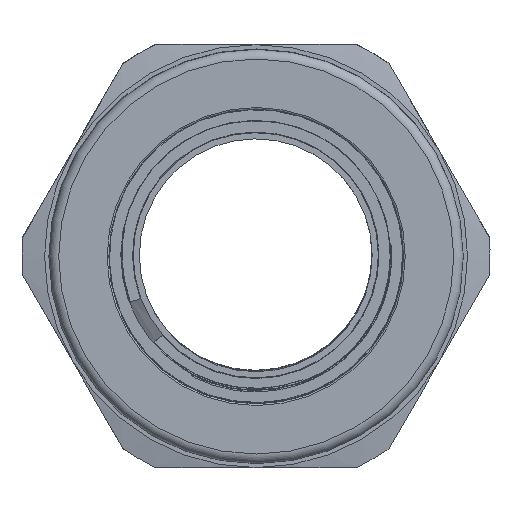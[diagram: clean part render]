
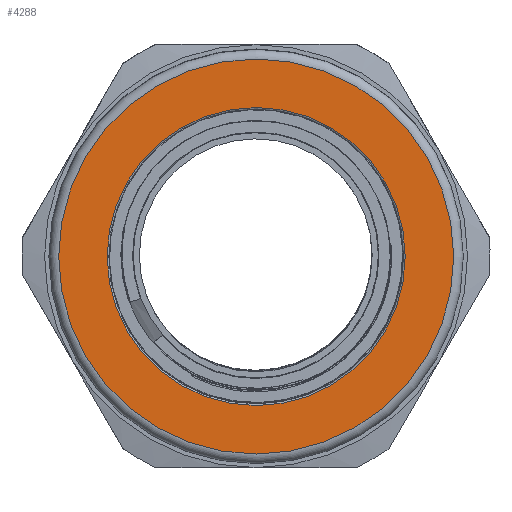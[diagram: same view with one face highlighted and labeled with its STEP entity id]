
A CAD part, left-side view. The second image highlights one B-rep face of the part: STEP entity #4288.
In plain terms, the highlighted face is planar.
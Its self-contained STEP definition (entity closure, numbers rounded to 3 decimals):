
#738=PLANE('',#4762);
#807=FACE_BOUND('',#1313,.T.);
#982=FACE_OUTER_BOUND('',#1312,.T.);
#1312=EDGE_LOOP('',(#3308));
#1313=EDGE_LOOP('',(#3309));
#1692=CIRCLE('',#4761,26.425);
#1693=CIRCLE('',#4763,35.025);
#2061=VERTEX_POINT('',#13242);
#2062=VERTEX_POINT('',#13245);
#2534=EDGE_CURVE('',#2061,#2061,#1692,.T.);
#2535=EDGE_CURVE('',#2062,#2062,#1693,.T.);
#3308=ORIENTED_EDGE('',*,*,#2535,.F.);
#3309=ORIENTED_EDGE('',*,*,#2534,.T.);
#4288=ADVANCED_FACE('',(#982,#807),#738,.T.);
#4761=AXIS2_PLACEMENT_3D('',#13243,#5500,#5501);
#4762=AXIS2_PLACEMENT_3D('',#13244,#5502,#5503);
#4763=AXIS2_PLACEMENT_3D('',#13246,#5504,#5505);
#5500=DIRECTION('center_axis',(1.,0.,0.));
#5501=DIRECTION('ref_axis',(0.,0.,-1.));
#5502=DIRECTION('center_axis',(-1.,0.,0.));
#5503=DIRECTION('ref_axis',(0.,0.,1.));
#5504=DIRECTION('center_axis',(1.,0.,0.));
#5505=DIRECTION('ref_axis',(0.,0.,-1.));
#13242=CARTESIAN_POINT('',(-28.15,26.425,0.));
#13243=CARTESIAN_POINT('Origin',(-28.15,0.,0.));
#13244=CARTESIAN_POINT('Origin',(-28.15,35.025,0.));
#13245=CARTESIAN_POINT('',(-28.15,35.025,0.));
#13246=CARTESIAN_POINT('Origin',(-28.15,0.,0.));
